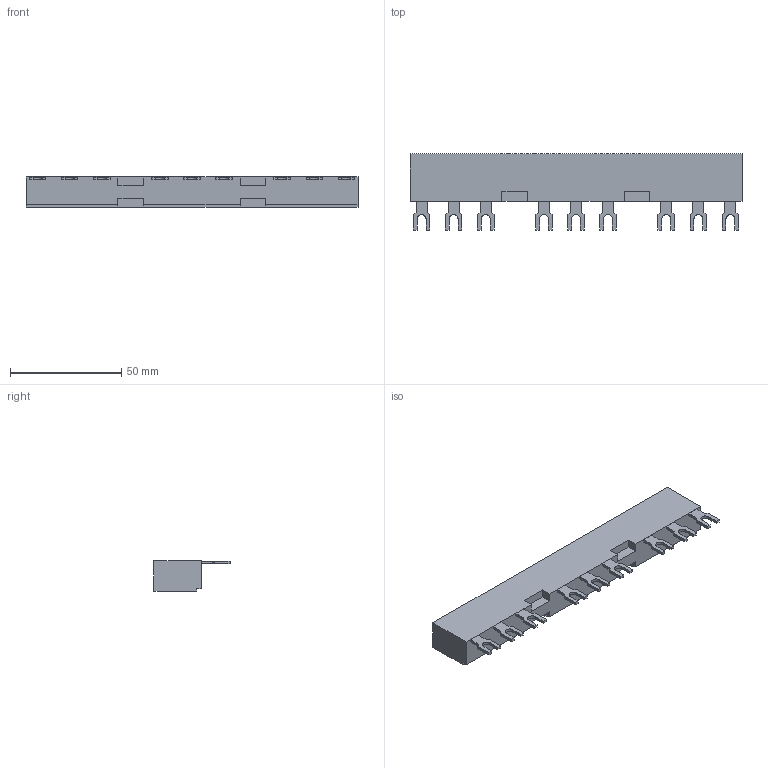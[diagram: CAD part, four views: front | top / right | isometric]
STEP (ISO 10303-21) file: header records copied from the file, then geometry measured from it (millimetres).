
FILE_DESCRIPTION(('STEP AP214'),'1');
FILE_NAME('cctmp_1936D69F-D058-47D3-AE29-6E6DE96D6B6B_2023_08_14_21_03_40_0302..stp','2023-08-14T19:03:40',('SIEMENS A&D'),('CADClick - www.CADClick.com'),'Spatial InterOp 3D postprocessed',' ','unknown authorization');
FILE_SCHEMA(('AUTOMOTIVE_DESIGN'));
Length unit declared in the file: millimetre
Products named in the file (1): 2023_08_14_21_03_40_0290
Bounding box: 149.2 x 34.2 x 13.5 mm (x, y, z)
Volume: 42334.4 mm3; surface area: 12577.3 mm2
Topology: 1 solids, 1 shells, 145 faces, 402 edges, 268 vertices
Faces by surface type: plane 136, cylinder 9
Entity records: 7698 total; most frequent: STYLED_ITEM 816, PRESENTATION_STYLE_ASSIGNMENT 816, CARTESIAN_POINT 816, ORIENTED_EDGE 804, DIRECTION 712, EDGE_CURVE 402, CURVE_STYLE 402, DRAUGHTING_PRE_DEFINED_CURVE_FONT 402
